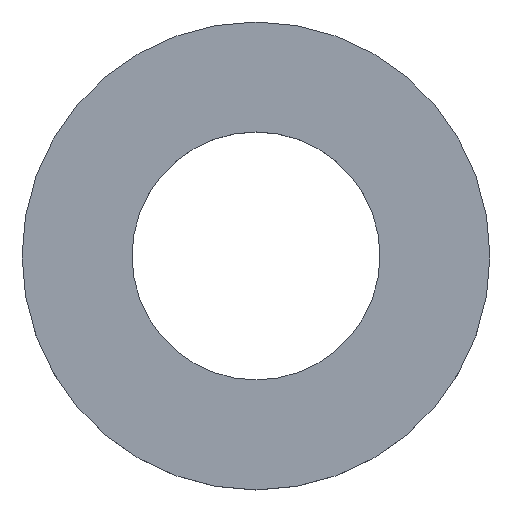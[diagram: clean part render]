
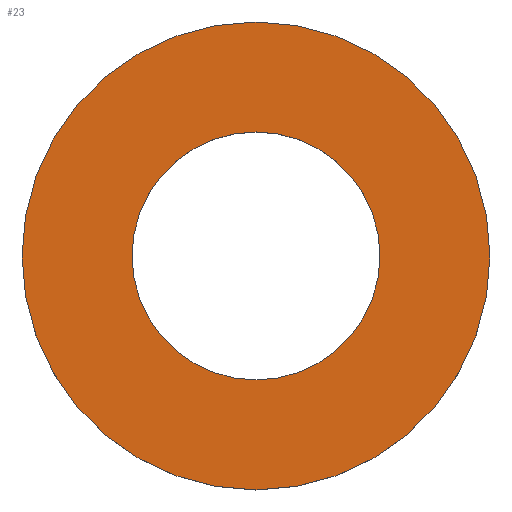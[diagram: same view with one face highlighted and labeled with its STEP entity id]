
A CAD part, top view. The second image highlights one B-rep face of the part: STEP entity #23.
In plain terms, the highlighted planar face has unit normal (0, 0, 1).
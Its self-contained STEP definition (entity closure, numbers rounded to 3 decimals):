
#6 = CARTESIAN_POINT ( 'NONE',  ( 0., 0., 0.5 ) ) ;
#16 = VERTEX_POINT ( 'NONE', #113 ) ;
#17 = CIRCLE ( 'NONE', #148, 2.65 ) ;
#20 = ORIENTED_EDGE ( 'NONE', *, *, #203, .F. ) ;
#23 = ADVANCED_FACE ( 'NONE', ( #225, #31 ), #114, .T. ) ;
#26 = DIRECTION ( 'NONE',  ( 1., 0., 0. ) ) ;
#31 = FACE_BOUND ( 'NONE', #178, .T. ) ;
#42 = DIRECTION ( 'NONE',  ( 1., 0., 0. ) ) ;
#44 = CARTESIAN_POINT ( 'NONE',  ( 0., 0., 0.5 ) ) ;
#47 = DIRECTION ( 'NONE',  ( 0., 0., 1. ) ) ;
#53 = EDGE_CURVE ( 'NONE', #186, #16, #169, .T. ) ;
#57 = CIRCLE ( 'NONE', #132, 5. ) ;
#75 = EDGE_CURVE ( 'NONE', #147, #108, #230, .T. ) ;
#80 = ORIENTED_EDGE ( 'NONE', *, *, #75, .F. ) ;
#94 = DIRECTION ( 'NONE',  ( 1., 0., 0. ) ) ;
#108 = VERTEX_POINT ( 'NONE', #143 ) ;
#113 = CARTESIAN_POINT ( 'NONE',  ( -5., 0., 0.5 ) ) ;
#114 = PLANE ( 'NONE',  #124 ) ;
#120 = AXIS2_PLACEMENT_3D ( 'NONE', #234, #134, #42 ) ;
#124 = AXIS2_PLACEMENT_3D ( 'NONE', #173, #155, #94 ) ;
#132 = AXIS2_PLACEMENT_3D ( 'NONE', #44, #156, #176 ) ;
#134 = DIRECTION ( 'NONE',  ( 0., 0., 1. ) ) ;
#139 = ORIENTED_EDGE ( 'NONE', *, *, #181, .T. ) ;
#143 = CARTESIAN_POINT ( 'NONE',  ( 2.65, 0., 0.5 ) ) ;
#147 = VERTEX_POINT ( 'NONE', #239 ) ;
#148 = AXIS2_PLACEMENT_3D ( 'NONE', #243, #158, #26 ) ;
#155 = DIRECTION ( 'NONE',  ( 0., 0., 1. ) ) ;
#156 = DIRECTION ( 'NONE',  ( 0., 0., 1. ) ) ;
#158 = DIRECTION ( 'NONE',  ( 0., 0., 1. ) ) ;
#169 = CIRCLE ( 'NONE', #120, 5. ) ;
#173 = CARTESIAN_POINT ( 'NONE',  ( 0., 0., 0.5 ) ) ;
#176 = DIRECTION ( 'NONE',  ( 1., 0., 0. ) ) ;
#178 = EDGE_LOOP ( 'NONE', ( #80, #20 ) ) ;
#181 = EDGE_CURVE ( 'NONE', #16, #186, #57, .T. ) ;
#186 = VERTEX_POINT ( 'NONE', #198 ) ;
#191 = ORIENTED_EDGE ( 'NONE', *, *, #53, .T. ) ;
#198 = CARTESIAN_POINT ( 'NONE',  ( 5., 0., 0.5 ) ) ;
#203 = EDGE_CURVE ( 'NONE', #108, #147, #17, .T. ) ;
#214 = AXIS2_PLACEMENT_3D ( 'NONE', #6, #47, #241 ) ;
#215 = EDGE_LOOP ( 'NONE', ( #139, #191 ) ) ;
#225 = FACE_OUTER_BOUND ( 'NONE', #215, .T. ) ;
#230 = CIRCLE ( 'NONE', #214, 2.65 ) ;
#234 = CARTESIAN_POINT ( 'NONE',  ( 0., 0., 0.5 ) ) ;
#239 = CARTESIAN_POINT ( 'NONE',  ( -2.65, 0., 0.5 ) ) ;
#241 = DIRECTION ( 'NONE',  ( 1., 0., 0. ) ) ;
#243 = CARTESIAN_POINT ( 'NONE',  ( 0., 0., 0.5 ) ) ;
